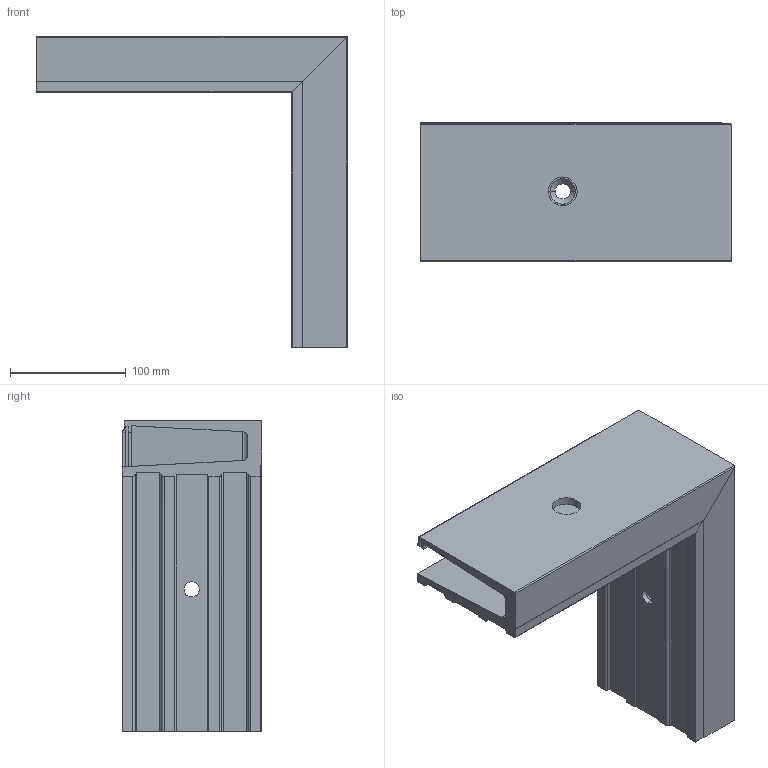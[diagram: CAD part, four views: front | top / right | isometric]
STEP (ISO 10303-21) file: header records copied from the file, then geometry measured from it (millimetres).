
FILE_DESCRIPTION (( 'STEP AP214' ), '1' );
FILE_NAME ('AL_0005-D-S-E-90-OUT.STEP', '2021-09-13T08:23:57', ( '' ), ( '' ), 'SwSTEP 2.0', 'SolidWorks 2019', '' );
FILE_SCHEMA (( 'AUTOMOTIVE_DESIGN' ));
Length unit declared in the file: millimetre
Products named in the file (1): AL_0005-D-S-E-90-OUT
Bounding box: 269 x 120.4 x 269 mm (x, y, z)
Volume: 1145183.3 mm3; surface area: 283610.1 mm2
Topology: 1 solids, 1 shells, 122 faces, 300 edges, 180 vertices
Faces by surface type: plane 70, cylinder 48, cone 4
Entity records: 3546 total; most frequent: CARTESIAN_POINT 681, ORIENTED_EDGE 600, DIRECTION 572, EDGE_CURVE 300, LINE 222, VECTOR 222, VERTEX_POINT 180, AXIS2_PLACEMENT_3D 175
